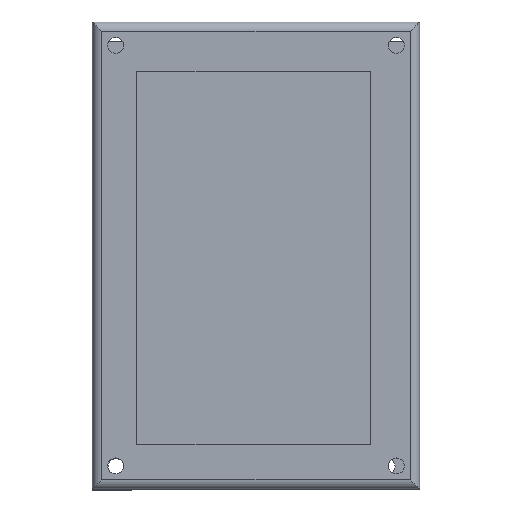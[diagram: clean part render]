
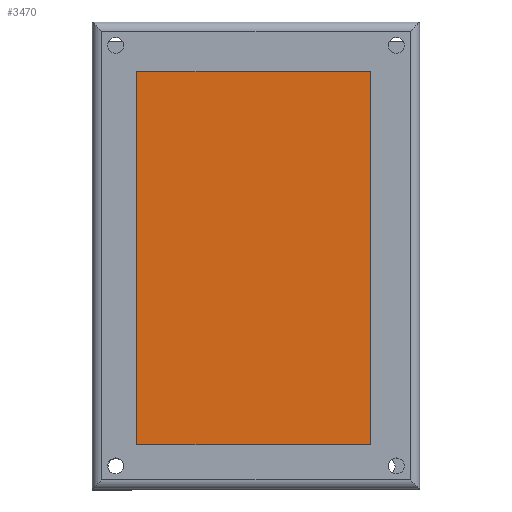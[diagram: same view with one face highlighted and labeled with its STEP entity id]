
A CAD part, top view. The second image highlights one B-rep face of the part: STEP entity #3470.
In plain terms, the highlighted planar face has unit normal (0, 0, 1).
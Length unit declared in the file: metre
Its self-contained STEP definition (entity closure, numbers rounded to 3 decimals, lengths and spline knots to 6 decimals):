
#364=ORIENTED_EDGE('',*,*,#1248,.F.);
#365=ORIENTED_EDGE('',*,*,#1244,.T.);
#366=ORIENTED_EDGE('',*,*,#1250,.T.);
#367=ORIENTED_EDGE('',*,*,#1241,.F.);
#1241=EDGE_CURVE('',#1747,#1749,#2089,.T.);
#1244=EDGE_CURVE('',#1751,#1752,#2092,.T.);
#1248=EDGE_CURVE('',#1751,#1747,#2096,.T.);
#1250=EDGE_CURVE('',#1752,#1749,#2098,.T.);
#1747=VERTEX_POINT('',#4577);
#1749=VERTEX_POINT('',#4580);
#1751=VERTEX_POINT('',#4586);
#1752=VERTEX_POINT('',#4587);
#2089=LINE('',#4579,#2465);
#2092=LINE('',#4585,#2468);
#2096=LINE('',#4594,#2472);
#2098=LINE('',#4597,#2474);
#2465=VECTOR('',#3846,1.);
#2468=VECTOR('',#3851,1.);
#2472=VECTOR('',#3857,1.);
#2474=VECTOR('',#3861,1.);
#2879=EDGE_LOOP('',(#364,#365,#366,#367));
#3119=FACE_BOUND('',#2879,.T.);
#3334=PLANE('',#3706);
#3470=ADVANCED_FACE('',(#3119),#3334,.T.);
#3706=AXIS2_PLACEMENT_3D('',#4718,#3987,#3988);
#3846=DIRECTION('',(0.,-1.,0.));
#3851=DIRECTION('',(0.,-1.,0.));
#3857=DIRECTION('',(1.,0.,0.));
#3861=DIRECTION('',(1.,0.,0.));
#3987=DIRECTION('',(0.,0.,1.));
#3988=DIRECTION('',(1.,0.,0.));
#4577=CARTESIAN_POINT('',(-0.003455,0.047917,0.003));
#4579=CARTESIAN_POINT('',(-0.003455,0.007917,0.003));
#4580=CARTESIAN_POINT('',(-0.003455,-0.032083,0.003));
#4585=CARTESIAN_POINT('',(-0.053455,0.007917,0.003));
#4586=CARTESIAN_POINT('',(-0.053455,0.047917,0.003));
#4587=CARTESIAN_POINT('',(-0.053455,-0.032083,0.003));
#4594=CARTESIAN_POINT('',(-0.028455,0.047917,0.003));
#4597=CARTESIAN_POINT('',(-0.028455,-0.032083,0.003));
#4718=CARTESIAN_POINT('',(-0.027955,0.008417,0.003));
